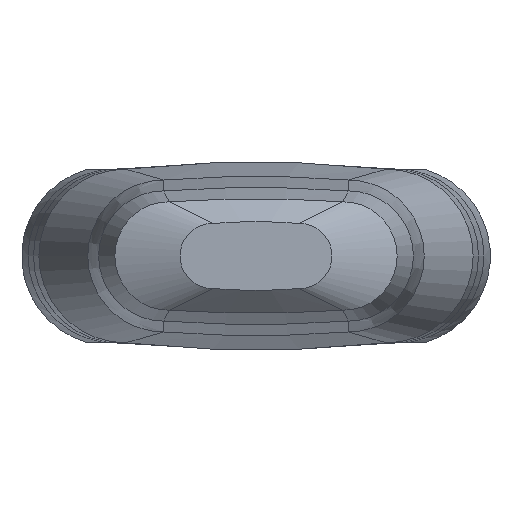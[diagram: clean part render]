
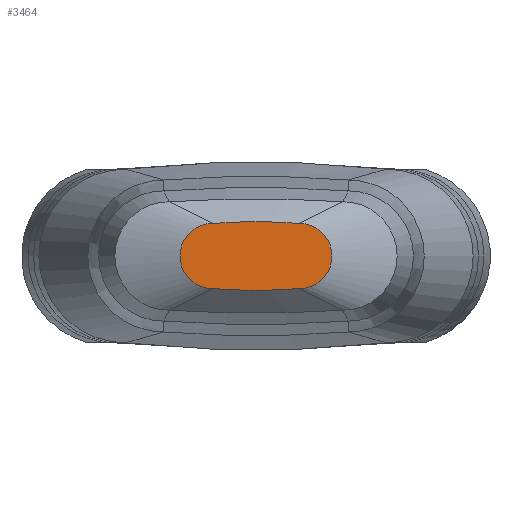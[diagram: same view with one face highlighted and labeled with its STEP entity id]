
A CAD part, front view. The second image highlights one B-rep face of the part: STEP entity #3464.
In plain terms, the highlighted planar face has unit normal (0, -1, 0).
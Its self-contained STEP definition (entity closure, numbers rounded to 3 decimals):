
#32 = EDGE_CURVE('',#33,#35,#37,.T.);
#33 = VERTEX_POINT('',#34);
#34 = CARTESIAN_POINT('',(-4.,-56.5,3.));
#35 = VERTEX_POINT('',#36);
#36 = CARTESIAN_POINT('',(-4.,-56.5,-3.));
#37 = SURFACE_CURVE('',#38,(#43,#73),.PCURVE_S1.);
#38 = CIRCLE('',#39,3.);
#39 = AXIS2_PLACEMENT_3D('',#40,#41,#42);
#40 = CARTESIAN_POINT('',(-4.,-56.5,0.));
#41 = DIRECTION('',(0.,-1.,0.));
#42 = DIRECTION('',(1.,0.,0.));
#43 = PCURVE('',#44,#67);
#44 = B_SPLINE_SURFACE_WITH_KNOTS('',10,1,(
    (#45,#46)
    ,(#47,#48)
    ,(#49,#50)
    ,(#51,#52)
    ,(#53,#54)
    ,(#55,#56)
    ,(#57,#58)
    ,(#59,#60)
    ,(#61,#62)
    ,(#63,#64)
    ,(#65,#66)),.UNSPECIFIED.,.F.,.F.,.F.,(11,11),(2,2),(1.571,
    4.712),(0.,1.),.PIECEWISE_BEZIER_KNOTS.);
#45 = CARTESIAN_POINT('',(-4.,-56.5,3.));
#46 = CARTESIAN_POINT('',(-8.,-54.5,5.));
#47 = CARTESIAN_POINT('',(-4.942,-56.5,3.));
#48 = CARTESIAN_POINT('',(-9.571,-54.5,5.));
#49 = CARTESIAN_POINT('',(-5.885,-56.5,2.671));
#50 = CARTESIAN_POINT('',(-11.142,-54.5,4.452));
#51 = CARTESIAN_POINT('',(-6.698,-56.5,2.013
    ));
#52 = CARTESIAN_POINT('',(-12.497,-54.5,3.355
    ));
#53 = CARTESIAN_POINT('',(-7.253,-56.5,1.084));
#54 = CARTESIAN_POINT('',(-13.422,-54.5,1.807));
#55 = CARTESIAN_POINT('',(-7.451,-56.5,
    0.));
#56 = CARTESIAN_POINT('',(-13.751,-54.5,
    0.));
#57 = CARTESIAN_POINT('',(-7.253,-56.5,-1.084));
#58 = CARTESIAN_POINT('',(-13.422,-54.5,-1.807));
#59 = CARTESIAN_POINT('',(-6.698,-56.5,
    -2.013));
#60 = CARTESIAN_POINT('',(-12.497,-54.5,
    -3.355));
#61 = CARTESIAN_POINT('',(-5.885,-56.5,-2.671));
#62 = CARTESIAN_POINT('',(-11.142,-54.5,-4.452));
#63 = CARTESIAN_POINT('',(-4.942,-56.5,-3.));
#64 = CARTESIAN_POINT('',(-9.571,-54.5,-5.));
#65 = CARTESIAN_POINT('',(-4.,-56.5,-3.));
#66 = CARTESIAN_POINT('',(-8.,-54.5,-5.));
#67 = DEFINITIONAL_REPRESENTATION('',(#68),#72);
#68 = LINE('',#69,#70);
#69 = CARTESIAN_POINT('',(0.,0.));
#70 = VECTOR('',#71,1.);
#71 = DIRECTION('',(1.,0.));
#72 = ( GEOMETRIC_REPRESENTATION_CONTEXT(2) 
PARAMETRIC_REPRESENTATION_CONTEXT() REPRESENTATION_CONTEXT('2D SPACE',''
  ) );
#73 = PCURVE('',#74,#79);
#74 = PLANE('',#75);
#75 = AXIS2_PLACEMENT_3D('',#76,#77,#78);
#76 = CARTESIAN_POINT('',(-4.,-56.5,0.));
#77 = DIRECTION('',(0.,-1.,0.));
#78 = DIRECTION('',(1.,0.,0.));
#79 = DEFINITIONAL_REPRESENTATION('',(#80),#84);
#80 = CIRCLE('',#81,3.);
#81 = AXIS2_PLACEMENT_2D('',#82,#83);
#82 = CARTESIAN_POINT('',(0.,0.));
#83 = DIRECTION('',(1.,0.));
#84 = ( GEOMETRIC_REPRESENTATION_CONTEXT(2) 
PARAMETRIC_REPRESENTATION_CONTEXT() REPRESENTATION_CONTEXT('2D SPACE',''
  ) );
#101 = B_SPLINE_SURFACE_WITH_KNOTS('',5,1,(
    (#102,#103)
    ,(#104,#105)
    ,(#106,#107)
    ,(#108,#109)
    ,(#110,#111)
    ,(#112,#113
    )),.UNSPECIFIED.,.F.,.F.,.F.,(6,6),(2,2),(4.632,
    4.792),(0.,1.),.PIECEWISE_BEZIER_KNOTS.);
#102 = CARTESIAN_POINT('',(-4.,-56.5,-3.));
#103 = CARTESIAN_POINT('',(-8.,-54.5,-5.));
#104 = CARTESIAN_POINT('',(-2.403,-56.5,-3.128));
#105 = CARTESIAN_POINT('',(-4.805,-54.5,-5.213));
#106 = CARTESIAN_POINT('',(-0.802,-56.5,-3.192));
#107 = CARTESIAN_POINT('',(-1.602,-54.5,-5.32));
#108 = CARTESIAN_POINT('',(0.802,-56.5,-3.192));
#109 = CARTESIAN_POINT('',(1.602,-54.5,-5.32));
#110 = CARTESIAN_POINT('',(2.403,-56.5,-3.128));
#111 = CARTESIAN_POINT('',(4.805,-54.5,-5.213));
#112 = CARTESIAN_POINT('',(4.,-56.5,-3.));
#113 = CARTESIAN_POINT('',(8.,-54.5,-5.));
#181 = B_SPLINE_SURFACE_WITH_KNOTS('',5,1,(
    (#182,#183)
    ,(#184,#185)
    ,(#186,#187)
    ,(#188,#189)
    ,(#190,#191)
    ,(#192,#193
    )),.UNSPECIFIED.,.F.,.F.,.F.,(6,6),(2,2),(1.491,
    1.651),(0.,1.),.PIECEWISE_BEZIER_KNOTS.);
#182 = CARTESIAN_POINT('',(4.,-56.5,3.));
#183 = CARTESIAN_POINT('',(8.,-54.5,5.));
#184 = CARTESIAN_POINT('',(2.403,-56.5,3.128));
#185 = CARTESIAN_POINT('',(4.805,-54.5,5.213));
#186 = CARTESIAN_POINT('',(0.802,-56.5,3.192));
#187 = CARTESIAN_POINT('',(1.602,-54.5,5.32));
#188 = CARTESIAN_POINT('',(-0.802,-56.5,3.192));
#189 = CARTESIAN_POINT('',(-1.602,-54.5,5.32));
#190 = CARTESIAN_POINT('',(-2.403,-56.5,3.128));
#191 = CARTESIAN_POINT('',(-4.805,-54.5,5.213));
#192 = CARTESIAN_POINT('',(-4.,-56.5,3.));
#193 = CARTESIAN_POINT('',(-8.,-54.5,5.));
#204 = EDGE_CURVE('',#35,#205,#207,.T.);
#205 = VERTEX_POINT('',#206);
#206 = CARTESIAN_POINT('',(4.,-56.5,-3.));
#207 = SURFACE_CURVE('',#208,(#213,#220),.PCURVE_S1.);
#208 = CIRCLE('',#209,50.);
#209 = AXIS2_PLACEMENT_3D('',#210,#211,#212);
#210 = CARTESIAN_POINT('',(0.,-56.5,46.84));
#211 = DIRECTION('',(0.,-1.,0.));
#212 = DIRECTION('',(1.,0.,0.));
#213 = PCURVE('',#101,#214);
#214 = DEFINITIONAL_REPRESENTATION('',(#215),#219);
#215 = LINE('',#216,#217);
#216 = CARTESIAN_POINT('',(0.,0.));
#217 = VECTOR('',#218,1.);
#218 = DIRECTION('',(1.,0.));
#219 = ( GEOMETRIC_REPRESENTATION_CONTEXT(2) 
PARAMETRIC_REPRESENTATION_CONTEXT() REPRESENTATION_CONTEXT('2D SPACE',''
  ) );
#220 = PCURVE('',#74,#221);
#221 = DEFINITIONAL_REPRESENTATION('',(#222),#226);
#222 = CIRCLE('',#223,50.);
#223 = AXIS2_PLACEMENT_2D('',#224,#225);
#224 = CARTESIAN_POINT('',(4.,46.84));
#225 = DIRECTION('',(1.,0.));
#226 = ( GEOMETRIC_REPRESENTATION_CONTEXT(2) 
PARAMETRIC_REPRESENTATION_CONTEXT() REPRESENTATION_CONTEXT('2D SPACE',''
  ) );
#243 = B_SPLINE_SURFACE_WITH_KNOTS('',10,1,(
    (#244,#245)
    ,(#246,#247)
    ,(#248,#249)
    ,(#250,#251)
    ,(#252,#253)
    ,(#254,#255)
    ,(#256,#257)
    ,(#258,#259)
    ,(#260,#261)
    ,(#262,#263)
    ,(#264,#265
    )),.UNSPECIFIED.,.F.,.F.,.F.,(11,11),(2,2),(4.712,
    7.854),(0.,1.),.PIECEWISE_BEZIER_KNOTS.);
#244 = CARTESIAN_POINT('',(4.,-56.5,-3.));
#245 = CARTESIAN_POINT('',(8.,-54.5,-5.));
#246 = CARTESIAN_POINT('',(4.942,-56.5,-3.));
#247 = CARTESIAN_POINT('',(9.571,-54.5,-5.));
#248 = CARTESIAN_POINT('',(5.885,-56.5,-2.671));
#249 = CARTESIAN_POINT('',(11.142,-54.5,-4.452));
#250 = CARTESIAN_POINT('',(6.698,-56.5,
    -2.013));
#251 = CARTESIAN_POINT('',(12.497,-54.5,
    -3.355));
#252 = CARTESIAN_POINT('',(7.253,-56.5,-1.084)
  );
#253 = CARTESIAN_POINT('',(13.422,-54.5,-1.807));
#254 = CARTESIAN_POINT('',(7.451,-56.5,
    0.));
#255 = CARTESIAN_POINT('',(13.751,-54.5,
    0.));
#256 = CARTESIAN_POINT('',(7.253,-56.5,1.084)
  );
#257 = CARTESIAN_POINT('',(13.422,-54.5,1.807));
#258 = CARTESIAN_POINT('',(6.698,-56.5,2.013
    ));
#259 = CARTESIAN_POINT('',(12.497,-54.5,
    3.355));
#260 = CARTESIAN_POINT('',(5.885,-56.5,2.671));
#261 = CARTESIAN_POINT('',(11.142,-54.5,4.452));
#262 = CARTESIAN_POINT('',(4.942,-56.5,3.));
#263 = CARTESIAN_POINT('',(9.571,-54.5,5.));
#264 = CARTESIAN_POINT('',(4.,-56.5,3.));
#265 = CARTESIAN_POINT('',(8.,-54.5,5.));
#310 = EDGE_CURVE('',#205,#311,#313,.T.);
#311 = VERTEX_POINT('',#312);
#312 = CARTESIAN_POINT('',(4.,-56.5,3.));
#313 = SURFACE_CURVE('',#314,(#319,#326),.PCURVE_S1.);
#314 = CIRCLE('',#315,3.);
#315 = AXIS2_PLACEMENT_3D('',#316,#317,#318);
#316 = CARTESIAN_POINT('',(4.,-56.5,0.));
#317 = DIRECTION('',(0.,-1.,0.));
#318 = DIRECTION('',(1.,0.,0.));
#319 = PCURVE('',#243,#320);
#320 = DEFINITIONAL_REPRESENTATION('',(#321),#325);
#321 = LINE('',#322,#323);
#322 = CARTESIAN_POINT('',(0.,0.));
#323 = VECTOR('',#324,1.);
#324 = DIRECTION('',(1.,0.));
#325 = ( GEOMETRIC_REPRESENTATION_CONTEXT(2) 
PARAMETRIC_REPRESENTATION_CONTEXT() REPRESENTATION_CONTEXT('2D SPACE',''
  ) );
#326 = PCURVE('',#74,#327);
#327 = DEFINITIONAL_REPRESENTATION('',(#328),#332);
#328 = CIRCLE('',#329,3.);
#329 = AXIS2_PLACEMENT_2D('',#330,#331);
#330 = CARTESIAN_POINT('',(8.,0.));
#331 = DIRECTION('',(1.,0.));
#332 = ( GEOMETRIC_REPRESENTATION_CONTEXT(2) 
PARAMETRIC_REPRESENTATION_CONTEXT() REPRESENTATION_CONTEXT('2D SPACE',''
  ) );
#405 = EDGE_CURVE('',#311,#33,#406,.T.);
#406 = SURFACE_CURVE('',#407,(#412,#419),.PCURVE_S1.);
#407 = CIRCLE('',#408,50.);
#408 = AXIS2_PLACEMENT_3D('',#409,#410,#411);
#409 = CARTESIAN_POINT('',(0.,-56.5,-46.84));
#410 = DIRECTION('',(0.,-1.,0.));
#411 = DIRECTION('',(1.,0.,0.));
#412 = PCURVE('',#181,#413);
#413 = DEFINITIONAL_REPRESENTATION('',(#414),#418);
#414 = LINE('',#415,#416);
#415 = CARTESIAN_POINT('',(0.,0.));
#416 = VECTOR('',#417,1.);
#417 = DIRECTION('',(1.,0.));
#418 = ( GEOMETRIC_REPRESENTATION_CONTEXT(2) 
PARAMETRIC_REPRESENTATION_CONTEXT() REPRESENTATION_CONTEXT('2D SPACE',''
  ) );
#419 = PCURVE('',#74,#420);
#420 = DEFINITIONAL_REPRESENTATION('',(#421),#425);
#421 = CIRCLE('',#422,50.);
#422 = AXIS2_PLACEMENT_2D('',#423,#424);
#423 = CARTESIAN_POINT('',(4.,-46.84));
#424 = DIRECTION('',(1.,0.));
#425 = ( GEOMETRIC_REPRESENTATION_CONTEXT(2) 
PARAMETRIC_REPRESENTATION_CONTEXT() REPRESENTATION_CONTEXT('2D SPACE',''
  ) );
#3464 = ADVANCED_FACE('',(#3465),#74,.T.);
#3465 = FACE_BOUND('',#3466,.T.);
#3466 = EDGE_LOOP('',(#3467,#3468,#3469,#3470));
#3467 = ORIENTED_EDGE('',*,*,#32,.T.);
#3468 = ORIENTED_EDGE('',*,*,#204,.T.);
#3469 = ORIENTED_EDGE('',*,*,#310,.T.);
#3470 = ORIENTED_EDGE('',*,*,#405,.T.);
